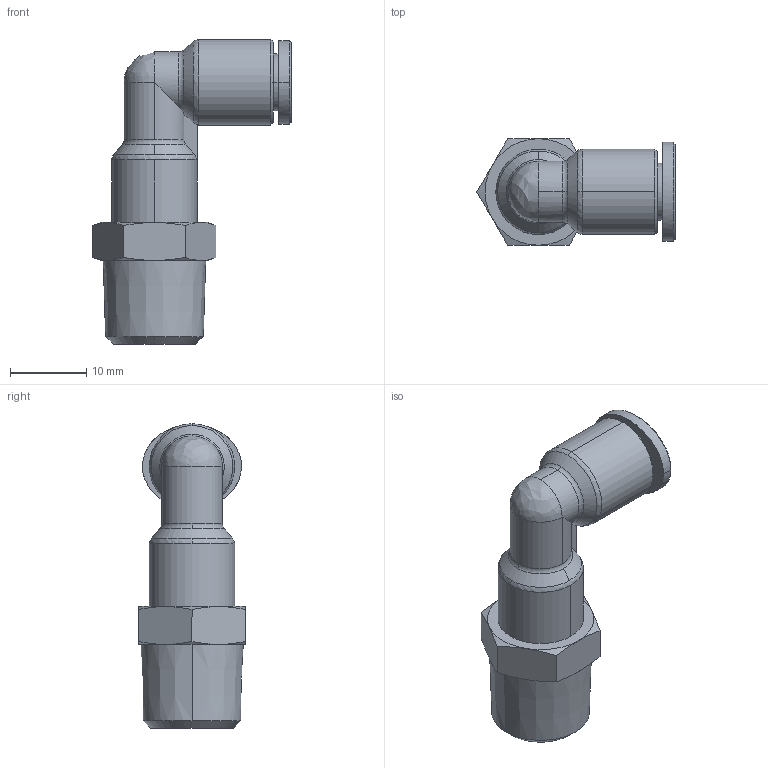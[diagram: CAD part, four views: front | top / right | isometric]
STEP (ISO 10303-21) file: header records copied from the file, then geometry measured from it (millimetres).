
FILE_DESCRIPTION (( 'STEP AP214' ), '1' );
FILE_NAME ('PLLP06-02.stp', '2015-09-15T11:32:40', ( '' ), ( '' ), 'SwSTEP 2.0', 'SolidWorks 2015', '' );
FILE_SCHEMA (( 'AUTOMOTIVE_DESIGN' ));
Length unit declared in the file: millimetre
Products named in the file (2): ｦ+ﾃｦ1; PLLP06-02
Assembly tree (1 placements, depth 2):
  PLLP06-02
    ｦ+ﾃｦ1
Bounding box: 26.03 x 14 x 40 mm (x, y, z)
Volume: 4081 mm3; surface area: 2894.8 mm2
Topology: 1 solids, 1 shells, 276 faces, 748 edges, 487 vertices
Faces by surface type: plane 182, bspline 37, cone 29, cylinder 24, torus 4
Entity records: 10545 total; most frequent: CARTESIAN_POINT 3215, ORIENTED_EDGE 1490, DIRECTION 1213, EDGE_CURVE 745, LINE 531, VECTOR 531, VERTEX_POINT 487, AXIS2_PLACEMENT_3D 341
